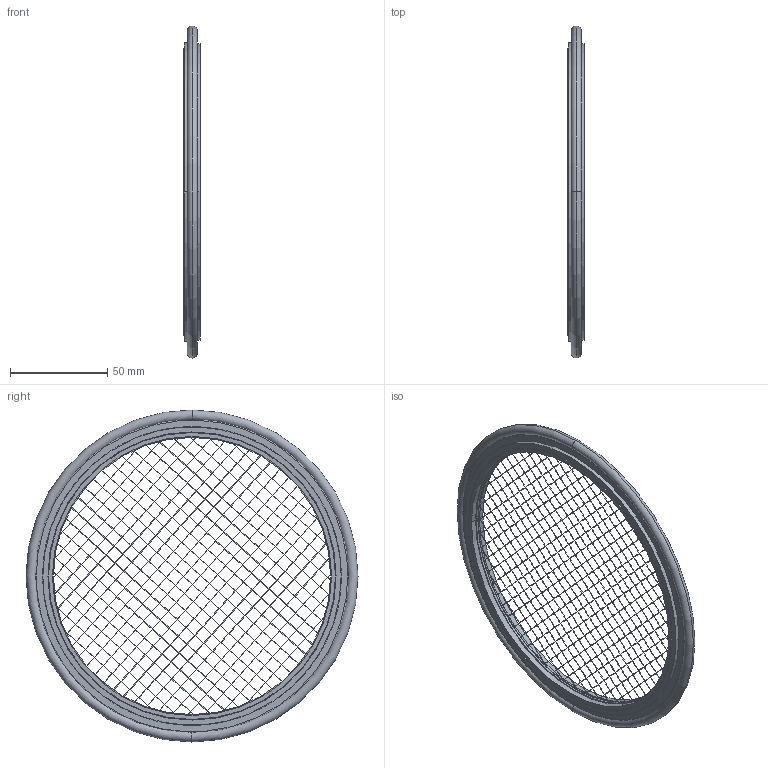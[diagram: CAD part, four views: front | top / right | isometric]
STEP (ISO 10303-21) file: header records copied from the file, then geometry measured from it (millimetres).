
FILE_DESCRIPTION (( 'STEP AP214' ), '1' );
FILE_NAME ('322ZRD160.stp', '2017-04-20T12:33:10', ( '' ), ( '' ), 'SwSTEP 2.0', 'SolidWorks 2015', '' );
FILE_SCHEMA (( 'AUTOMOTIVE_DESIGN' ));
Length unit declared in the file: millimetre
Products named in the file (1): 322ZRD160
Bounding box: 8.26 x 170.66 x 170.66 mm (x, y, z)
Volume: 36934.7 mm3; surface area: 38171.9 mm2
Topology: 4 solids, 4 shells, 1940 faces, 6056 edges, 4032 vertices
Faces by surface type: plane 1900, cylinder 20, bspline 16, torus 4
Entity records: 90041 total; most frequent: CARTESIAN_POINT 12683, ORIENTED_EDGE 12112, DIRECTION 10162, EDGE_CURVE 6056, LINE 5780, VECTOR 5780, VERTEX_POINT 4032, EDGE_LOOP 2848
